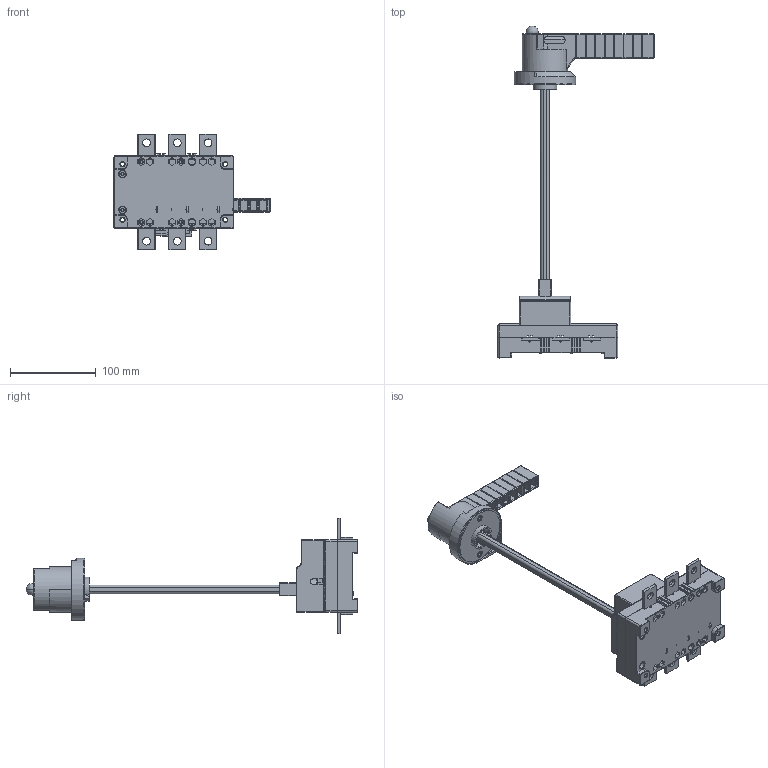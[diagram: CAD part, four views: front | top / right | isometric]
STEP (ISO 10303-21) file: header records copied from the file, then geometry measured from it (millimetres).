
FILE_DESCRIPTION((''),'2;1');
FILE_NAME('HGL-160-3J_ASM','2025-08-15T15:35:21',('Administrator'),(''),'CREO PARAMETRIC BY PTC INC, 2021023','CREO PARAMETRIC BY PTC INC, 2021023','');
FILE_SCHEMA(('CONFIG_CONTROL_DESIGN'));
Products named in the file (48): DIZUO_32_1_AF0; ZHONGBAN3_38_1_AF0; FANGHE_17_1; TUIGAN_4_1_AF0; ZHUANZHOU_2_1; JIECHUBAN_3_1_AF0; JIECHUBAN_3_1_AF1; JIECHUBAN_3_1_AF2; JIECHUBAN_3_1_AF3; JIECHUBAN_3_1_AF4; JIECHUBAN_3_1_AF5; PRT0001_1_AF0; MIEHUSHAN_13_1_AF0; MIEHUSHAN_13_1_AF1; MIEHUSHAN_13_1_AF2; MIEHUSHAN_13_1_AF3; MIEHUSHAN_13_1_AF4; MIEHUSHI_ASM_7_ASM_1_AF0_ASM; PRT0001_1_AF1; MIEHUSHAN_13_1_AF5; MIEHUSHAN_13_1_AF6; MIEHUSHAN_13_1_AF7; MIEHUSHAN_13_1_AF8; MIEHUSHAN_13_1_AF9; MIEHUSHI_ASM_7_ASM_1_AF1_ASM; PRT0001_1_AF2; MIEHUSHAN_13_1_AF14; MIEHUSHAN_13_1_AF10; MIEHUSHAN_13_1_AF11; MIEHUSHAN_13_1_AF12; MIEHUSHAN_13_1_AF13; MIEHUSHI_ASM_7_ASM_1_AF2_ASM; ASM0003_ASM_17_ASM_1_AF0_ASM; SHOUBING3_4_2_1_1_1_1_2_1; ASM0003_ASM_8_1_ASM_1_ASM_1_A_4; ASM0003_ASM_1_ASM_1_ASM_1_1_A_2_ASM; ASM0002_ASM_1_ASM_2_ASM_1_1_A_2_ASM; SHOUBING2_ASM_1_ASM_1_1_ASM_1_2_ASM; ZHUANPAN_1_1_1_1_1_2_1; GAN300MM_1_1_1_1_1_2_1 ...
Assembly tree (47 placements, depth 10):
  HGL-160-3J_ASM
    ASM0003_ASM_1_AF0_ASM
      ASM0003_ASM_17_ASM_1_AF0_ASM
        DIZUO_32_1_AF0
        ZHONGBAN3_38_1_AF0
        FANGHE_17_1
        TUIGAN_4_1_AF0
        ZHUANZHOU_2_1
        JIECHUBAN_3_1_AF0
        JIECHUBAN_3_1_AF1
        JIECHUBAN_3_1_AF2
        JIECHUBAN_3_1_AF3
        JIECHUBAN_3_1_AF4
        JIECHUBAN_3_1_AF5
        MIEHUSHI_ASM_7_ASM_1_AF0_ASM
          PRT0001_1_AF0
          MIEHUSHAN_13_1_AF0
          MIEHUSHAN_13_1_AF1
          MIEHUSHAN_13_1_AF2
          MIEHUSHAN_13_1_AF3
          MIEHUSHAN_13_1_AF4
        MIEHUSHI_ASM_7_ASM_1_AF1_ASM
          PRT0001_1_AF1
          MIEHUSHAN_13_1_AF5
          MIEHUSHAN_13_1_AF6
          MIEHUSHAN_13_1_AF7
          MIEHUSHAN_13_1_AF8
          MIEHUSHAN_13_1_AF9
        MIEHUSHI_ASM_7_ASM_1_AF2_ASM
          PRT0001_1_AF2
          MIEHUSHAN_13_1_AF14
          MIEHUSHAN_13_1_AF10
          MIEHUSHAN_13_1_AF11
          MIEHUSHAN_13_1_AF12
          MIEHUSHAN_13_1_AF13
      ASM0004_ASM_1_ASM
        HGL-160-3_ASM00_ASM_1_1_2_ASM_1_ASM
          HGL-160-3GUIWAI_ASM_1_1_ASM_1_2_ASM
            ASM0001_ASM_1_ASM_1_1_ASM_1_1_2_ASM
              SHOUBING2_ASM_1_ASM_1_1_ASM_1_2_ASM
                ASM0002_ASM_1_ASM_2_ASM_1_1_A_2_ASM
                  SHOUBING3_4_2_1_1_1_1_2_1
                  ASM0003_ASM_1_ASM_1_ASM_1_1_A_2_ASM
              ZHUANPAN_1_1_1_1_1_2_1
              GAN300MM_1_1_1_1_1_2_1
              ASM0006_ASM_1_ASM_1_1_ASM_1_1_2_ASM
                ASM0003_ASM_8_1_2_ASM_1_ASM_1_4
Bounding box: 182.48 x 388 x 135 mm (x, y, z)
Volume: 407811.4 mm3; surface area: 190250.8 mm2
Topology: 17 solids, 17 shells, 2204 faces, 5851 edges, 3686 vertices
Faces by surface type: plane 934, cylinder 795, torus 173, bspline 153, extrusion 79, sphere 38, cone 32
Entity records: 76660 total; most frequent: CARTESIAN_POINT 21296, ORIENTED_EDGE 11632, DIRECTION 11334, EDGE_CURVE 5816, AXIS2_PLACEMENT_3D 4002, VERTEX_POINT 3686, VECTOR 3330, LINE 3251
